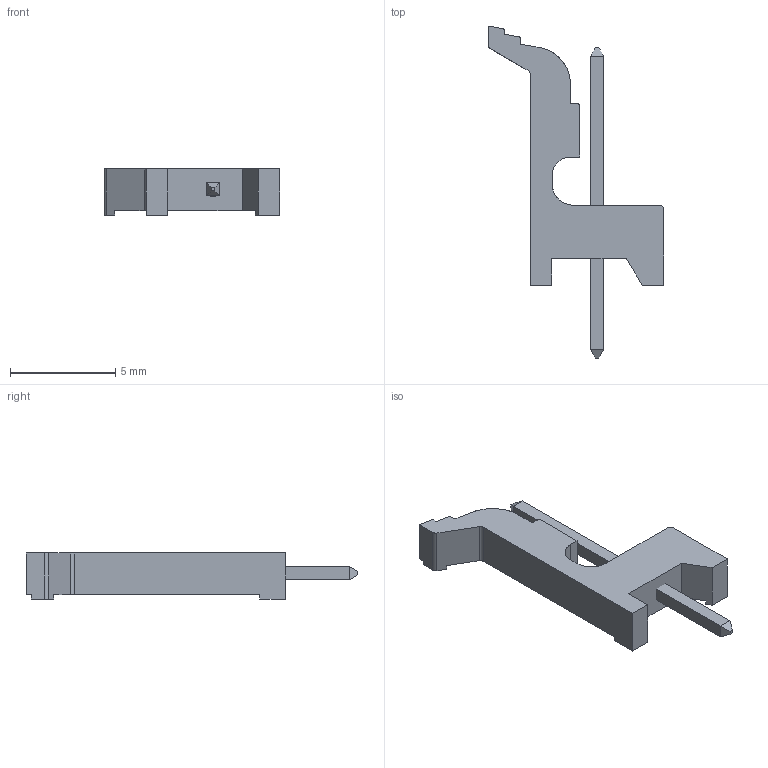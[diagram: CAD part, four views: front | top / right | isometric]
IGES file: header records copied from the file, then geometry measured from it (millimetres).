
Start section: SolidWorks IGES file using analytic representation for surfaces
Global section: file name: CNX V01 NTP.IGS; native system: SolidWorks 2016; preprocessor: SolidWorks 2016; author: chwang; date: 180627.133910; units: millimetre
Bounding box: 8.35 x 15.77 x 2.19 mm (x, y, z)
Surface area: 197.9 mm2 (no closed solid volume)
Topology: 0 solids, 0 shells, 56 faces, 382 edges, 382 vertices
Faces by surface type: bspline 43, revolution 13
